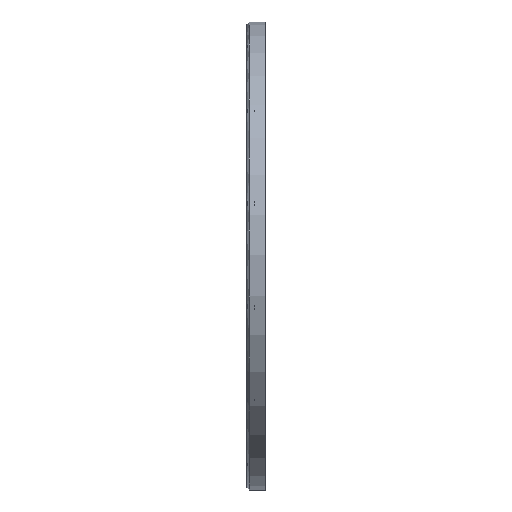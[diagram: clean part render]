
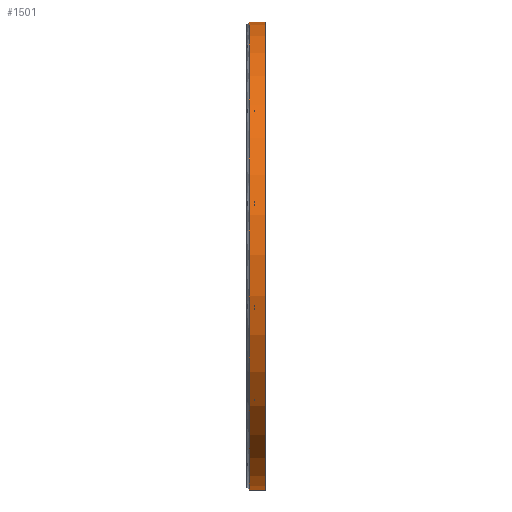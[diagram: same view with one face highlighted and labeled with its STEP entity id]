
A CAD part, top view. The second image highlights one B-rep face of the part: STEP entity #1501.
In plain terms, the highlighted cylindrical face has radius 87.5 mm (diameter 175 mm), a partial arc.
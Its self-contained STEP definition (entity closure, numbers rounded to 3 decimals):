
#181=FACE_OUTER_BOUND('',#274,.T.);
#274=EDGE_LOOP('',(#1226,#1227,#1228,#1229));
#388=LINE('',#2669,#467);
#390=LINE('',#2673,#469);
#467=VECTOR('',#2109,10.);
#469=VECTOR('',#2113,10.);
#577=CIRCLE('',#1672,87.5);
#586=CIRCLE('',#1689,87.5);
#719=VERTEX_POINT('',#2632);
#720=VERTEX_POINT('',#2634);
#725=VERTEX_POINT('',#2668);
#726=VERTEX_POINT('',#2672);
#899=EDGE_CURVE('',#719,#720,#577,.T.);
#921=EDGE_CURVE('',#725,#720,#388,.T.);
#923=EDGE_CURVE('',#719,#726,#390,.T.);
#924=EDGE_CURVE('',#726,#725,#586,.T.);
#1226=ORIENTED_EDGE('',*,*,#899,.F.);
#1227=ORIENTED_EDGE('',*,*,#923,.T.);
#1228=ORIENTED_EDGE('',*,*,#924,.T.);
#1229=ORIENTED_EDGE('',*,*,#921,.T.);
#1428=CYLINDRICAL_SURFACE('',#1688,87.5);
#1501=ADVANCED_FACE('',(#181),#1428,.T.);
#1672=AXIS2_PLACEMENT_3D('',#2635,#2064,#2065);
#1688=AXIS2_PLACEMENT_3D('',#2671,#2111,#2112);
#1689=AXIS2_PLACEMENT_3D('',#2674,#2114,#2115);
#2064=DIRECTION('center_axis',(-1.,0.,0.));
#2065=DIRECTION('ref_axis',(0.,1.,0.));
#2109=DIRECTION('',(-1.,0.,0.));
#2111=DIRECTION('center_axis',(-1.,0.,0.));
#2112=DIRECTION('ref_axis',(0.,0.,1.));
#2113=DIRECTION('',(1.,0.,0.));
#2114=DIRECTION('center_axis',(-1.,0.,0.));
#2115=DIRECTION('ref_axis',(0.,-1.,0.));
#2632=CARTESIAN_POINT('',(-66.,-87.5,0.043));
#2634=CARTESIAN_POINT('',(-66.,87.5,-0.043));
#2635=CARTESIAN_POINT('Origin',(-66.,0.,0.));
#2668=CARTESIAN_POINT('',(-60.,87.5,-0.043));
#2669=CARTESIAN_POINT('',(-60.,87.5,-0.043));
#2671=CARTESIAN_POINT('Origin',(-60.,0.,0.));
#2672=CARTESIAN_POINT('',(-60.,-87.5,0.043));
#2673=CARTESIAN_POINT('',(-67.,-87.5,0.043));
#2674=CARTESIAN_POINT('Origin',(-60.,0.,0.));
